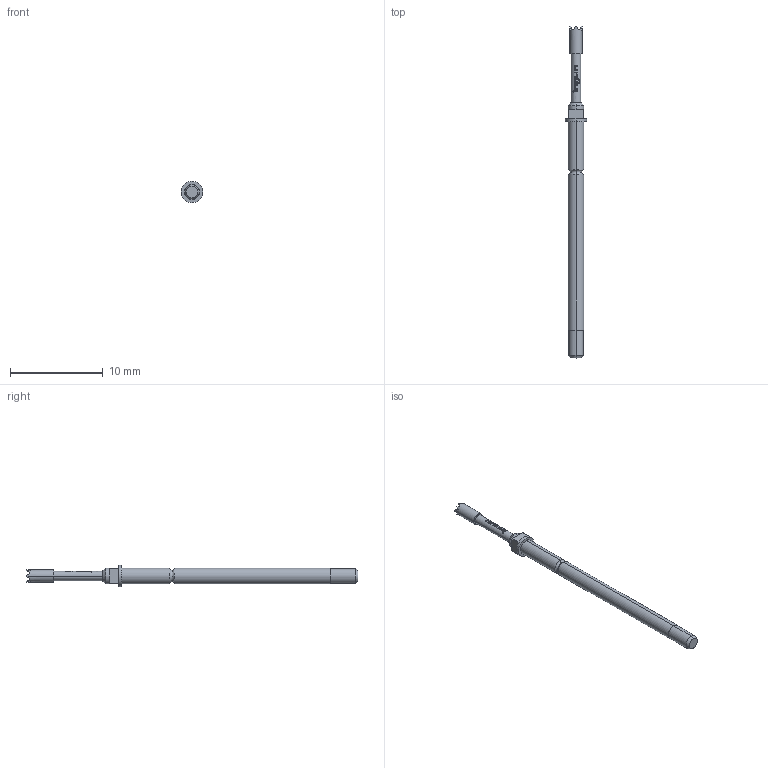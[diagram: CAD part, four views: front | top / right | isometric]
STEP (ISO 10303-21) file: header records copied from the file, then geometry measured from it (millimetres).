
FILE_DESCRIPTION (( 'STEP AP203' ), '1' );
FILE_NAME ('INGUN_GKS-112_306_130_R_0002_M.STEP', '2023-09-20T13:23:12', ( '' ), ( '' ), 'SwSTEP 2.0', 'SolidWorks 2021', '' );
FILE_SCHEMA (( 'CONFIG_CONTROL_DESIGN' ));
Length unit declared in the file: millimetre
Products named in the file (1): INGUN_GKS-112_306_130_R_0002_M
Bounding box: 2.3 x 35.8 x 2.3 mm (x, y, z)
Volume: 67 mm3; surface area: 182.2 mm2
Topology: 1 solids, 1 shells, 136 faces, 332 edges, 207 vertices
Faces by surface type: plane 84, bspline 22, cylinder 20, cone 6, torus 4
Entity records: 4279 total; most frequent: CARTESIAN_POINT 1242, ORIENTED_EDGE 664, DIRECTION 542, EDGE_CURVE 332, VERTEX_POINT 207, AXIS2_PLACEMENT_3D 203, EDGE_LOOP 145, FACE_OUTER_BOUND 136
